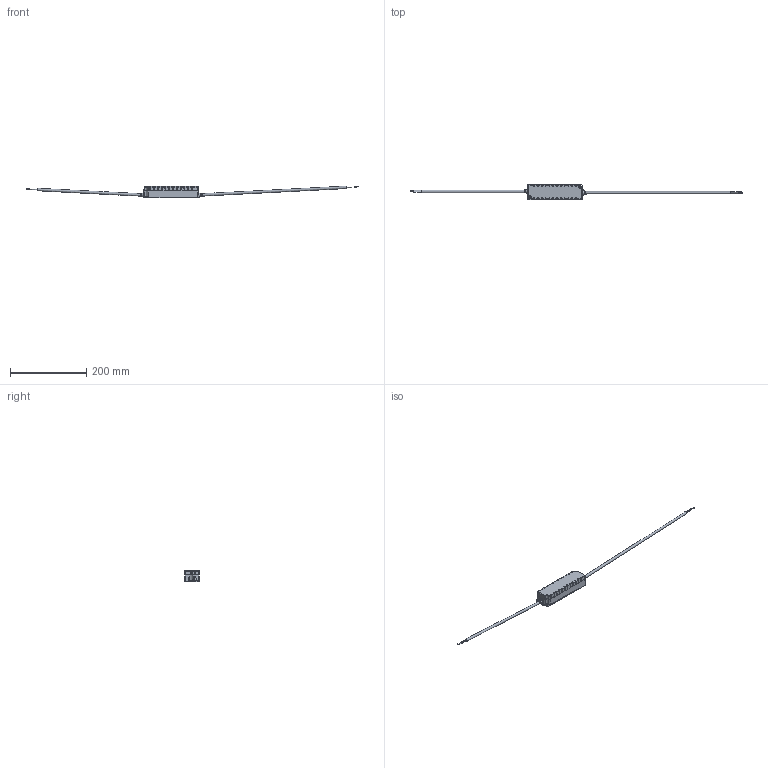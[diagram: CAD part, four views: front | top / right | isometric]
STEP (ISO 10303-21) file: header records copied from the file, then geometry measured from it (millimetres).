
FILE_DESCRIPTION(('STEP AP214'), '1');
FILE_NAME('ﾈﾏﾑ 3300 3301 3305 3308 3310 3320 3325', '', ('UNSPECIFIED'), ('UNSPECIFIED'), 'ASCON STEP Converter 1.6', 'ASCON Math Kernel', '');
FILE_SCHEMA(('AUTOMOTIVE_DESIGN { 1 0 10303 214 3 1 1}'));
Length unit declared in the file: millimetre
Bounding box: 873.29 x 40 x 31.06 mm (x, y, z)
Volume: 184578.8 mm3; surface area: 37271.8 mm2
Topology: 1 solids, 1 shells, 387 faces, 1025 edges, 650 vertices
Faces by surface type: plane 244, cylinder 84, cone 49, torus 10
Full cylindrical faces by diameter (mm): 1.2 x4, 2.4 x4, 6.5 x2
Entity records: 15098 total; most frequent: CARTESIAN_POINT 2592, ORIENTED_EDGE 2016, DIRECTION 1854, EDGE_CURVE 1008, LINE 738, VECTOR 738, VERTEX_POINT 650, AXIS2_PLACEMENT_3D 558
